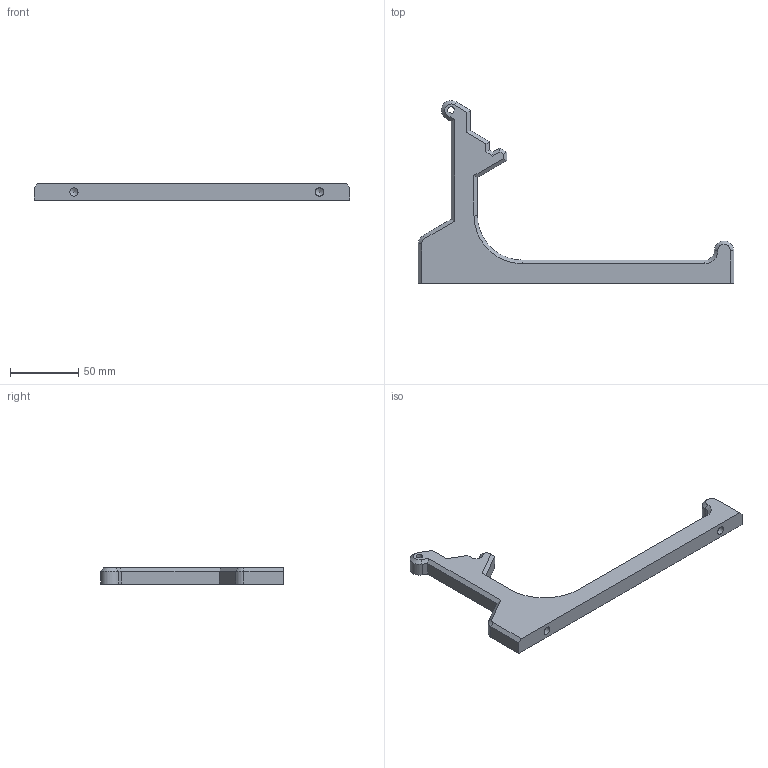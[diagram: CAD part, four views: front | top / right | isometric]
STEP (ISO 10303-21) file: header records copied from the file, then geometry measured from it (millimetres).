
FILE_DESCRIPTION(/* description */ (''),/* implementation_level */ '2;1');
FILE_NAME(/* name */ 'BR-07-frontrailsteep.stp',/* time_stamp */ '2021-07-14T21:45:47+01:00',/* author */ ('hobly'),/* organization */ (''),/* preprocessor_version */ 'ST-DEVELOPER v18',/* originating_system */ 'Autodesk Inventor 2020',/* authorisation */ '');
FILE_SCHEMA (('AUTOMOTIVE_DESIGN { 1 0 10303 214 3 1 1 }'));
Length unit declared in the file: millimetre
Products named in the file (1): FRONTRAIL-V2
Bounding box: 230.53 x 133.67 x 12 mm (x, y, z)
Volume: 85610.8 mm3; surface area: 24297.6 mm2
Topology: 1 solids, 1 shells, 63 faces, 170 edges, 109 vertices
Faces by surface type: plane 37, cylinder 14, cone 12
Full cylindrical faces by diameter (mm): 5 x5, 6 x2
Entity records: 1977 total; most frequent: DIRECTION 338, CARTESIAN_POINT 336, ORIENTED_EDGE 326, EDGE_CURVE 163, LINE 116, VECTOR 116, AXIS2_PLACEMENT_3D 111, VERTEX_POINT 109
